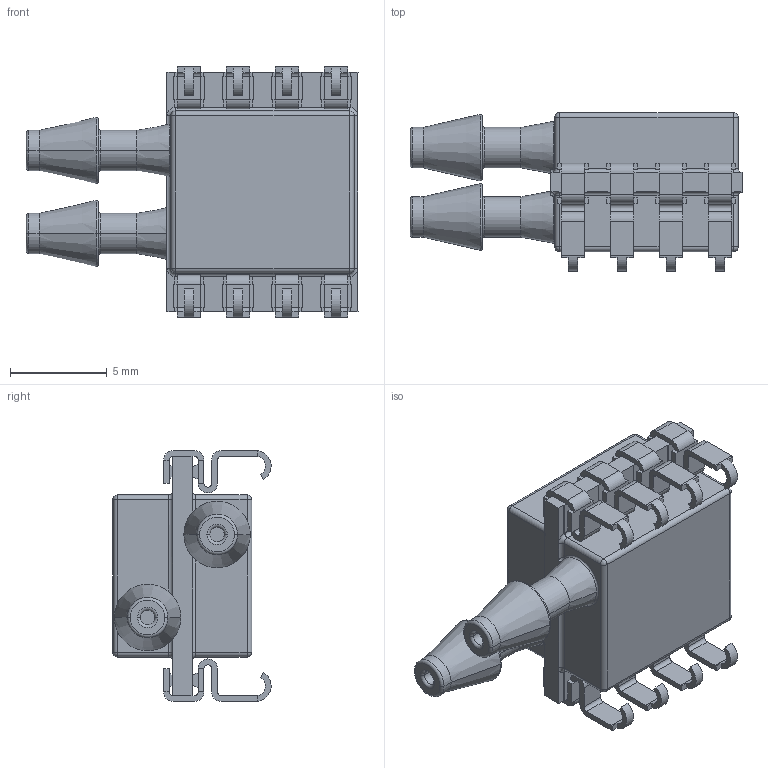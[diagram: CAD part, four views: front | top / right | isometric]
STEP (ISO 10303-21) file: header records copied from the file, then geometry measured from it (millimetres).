
FILE_DESCRIPTION((''),'2;1');
FILE_NAME('MS4525-DS-S_P2-54_L17-4_W12-4','2019-01-26T',('Dragos'),(''),'PRO/ENGINEER BY PARAMETRIC TECHNOLOGY CORPORATION, 2004440','PRO/ENGINEER BY PARAMETRIC TECHNOLOGY CORPORATION, 2004440','');
FILE_SCHEMA(('AUTOMOTIVE_DESIGN { 1 0 10303 214 1 1 1 1 }'));
Length unit declared in the file: millimetre
Products named in the file (1): MS4525-DS-S_P2-54_L17-4_W12-4
Bounding box: 17.2 x 8.2 x 13 mm (x, y, z)
Volume: 717.8 mm3; surface area: 895.7 mm2
Topology: 1 solids, 1 shells, 580 faces, 1506 edges, 938 vertices
Faces by surface type: plane 416, cylinder 118, torus 26, cone 8, sphere 8, bspline 4
Entity records: 28129 total; most frequent: CARTESIAN_POINT 3568, ORIENTED_EDGE 3004, DIRECTION 2954, PRESENTATION_STYLE_ASSIGNMENT 1988, STYLED_ITEM 1540, CURVE_STYLE 1507, EDGE_CURVE 1502, VECTOR 1172
